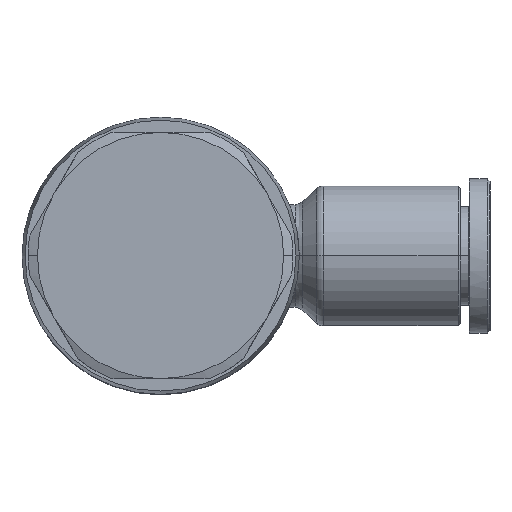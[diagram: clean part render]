
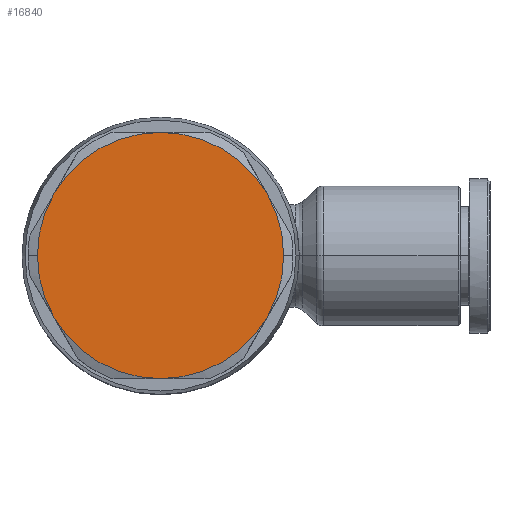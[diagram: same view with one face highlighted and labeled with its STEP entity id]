
A CAD part, top view. The second image highlights one B-rep face of the part: STEP entity #16840.
In plain terms, the highlighted planar face has unit normal (0, 0, 1).
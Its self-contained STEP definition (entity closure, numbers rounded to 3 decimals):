
#1814=CARTESIAN_POINT('',(-3.5,0.,16.));
#1815=VERTEX_POINT('',#1814);
#1823=CARTESIAN_POINT('',(-1.892,-6.,16.));
#1824=VERTEX_POINT('',#1823);
#1838=CARTESIAN_POINT('',(8.5,0.,16.));
#1839=DIRECTION('',(0.0,0.0,1.0));
#1840=DIRECTION('',(-1.0,0.0,0.0));
#1841=AXIS2_PLACEMENT_3D('',#1838,#1839,#1840);
#1842=CIRCLE('',#1841,12.);
#1843=EDGE_CURVE('',#1815,#1824,#1842,.T.);
#1853=CARTESIAN_POINT('',(20.5,0.,16.));
#1854=VERTEX_POINT('',#1853);
#1861=CARTESIAN_POINT('',(18.892,-6.,16.));
#1862=VERTEX_POINT('',#1861);
#1863=CARTESIAN_POINT('',(8.5,0.,16.));
#1864=DIRECTION('',(0.0,0.0,1.0));
#1865=DIRECTION('',(-1.0,0.0,0.0));
#1866=AXIS2_PLACEMENT_3D('',#1863,#1864,#1865);
#1867=CIRCLE('',#1866,12.);
#1868=EDGE_CURVE('',#1862,#1854,#1867,.T.);
#16170=CARTESIAN_POINT('',(8.5,-12.0,16.));
#16171=VERTEX_POINT('',#16170);
#16207=CARTESIAN_POINT('',(8.5,0.,16.));
#16208=DIRECTION('',(0.0,0.0,1.0));
#16209=DIRECTION('',(-1.0,0.0,0.0));
#16210=AXIS2_PLACEMENT_3D('',#16207,#16208,#16209);
#16211=CIRCLE('',#16210,12.);
#16212=EDGE_CURVE('',#16171,#1862,#16211,.T.);
#16259=CARTESIAN_POINT('',(8.5,0.,16.));
#16260=DIRECTION('',(0.0,0.0,1.0));
#16261=DIRECTION('',(-1.0,0.0,0.0));
#16262=AXIS2_PLACEMENT_3D('',#16259,#16260,#16261);
#16263=CIRCLE('',#16262,12.);
#16264=EDGE_CURVE('',#1824,#16171,#16263,.T.);
#16284=CARTESIAN_POINT('',(18.892,6.,16.));
#16285=VERTEX_POINT('',#16284);
#16299=CARTESIAN_POINT('',(8.5,0.,16.));
#16300=DIRECTION('',(0.0,0.0,1.0));
#16301=DIRECTION('',(-1.0,0.0,0.0));
#16302=AXIS2_PLACEMENT_3D('',#16299,#16300,#16301);
#16303=CIRCLE('',#16302,12.);
#16304=EDGE_CURVE('',#1854,#16285,#16303,.T.);
#16338=CARTESIAN_POINT('',(8.5,12.,16.));
#16339=VERTEX_POINT('',#16338);
#16353=CARTESIAN_POINT('',(8.5,0.,16.));
#16354=DIRECTION('',(0.0,0.0,1.0));
#16355=DIRECTION('',(-1.0,0.0,0.0));
#16356=AXIS2_PLACEMENT_3D('',#16353,#16354,#16355);
#16357=CIRCLE('',#16356,12.);
#16358=EDGE_CURVE('',#16285,#16339,#16357,.T.);
#16368=CARTESIAN_POINT('',(-1.892,6.,16.));
#16369=VERTEX_POINT('',#16368);
#16385=CARTESIAN_POINT('',(8.5,0.,16.));
#16386=DIRECTION('',(0.0,0.0,1.0));
#16387=DIRECTION('',(-1.0,0.0,0.0));
#16388=AXIS2_PLACEMENT_3D('',#16385,#16386,#16387);
#16389=CIRCLE('',#16388,12.);
#16390=EDGE_CURVE('',#16339,#16369,#16389,.T.);
#16423=CARTESIAN_POINT('',(8.5,0.,16.));
#16424=DIRECTION('',(0.0,0.0,1.0));
#16425=DIRECTION('',(-1.0,0.0,0.0));
#16426=AXIS2_PLACEMENT_3D('',#16423,#16424,#16425);
#16427=CIRCLE('',#16426,12.);
#16428=EDGE_CURVE('',#16369,#1815,#16427,.T.);
#16825=CARTESIAN_POINT('',(3.05,0.,16.));
#16826=DIRECTION('',(0.0,0.0,1.0));
#16827=DIRECTION('',(-1.0,0.0,0.0));
#16828=AXIS2_PLACEMENT_3D('',#16825,#16826,#16827);
#16829=PLANE('',#16828);
#16830=ORIENTED_EDGE('',*,*,#1868,.T.);
#16831=ORIENTED_EDGE('',*,*,#16304,.T.);
#16832=ORIENTED_EDGE('',*,*,#16358,.T.);
#16833=ORIENTED_EDGE('',*,*,#16390,.T.);
#16834=ORIENTED_EDGE('',*,*,#16428,.T.);
#16835=ORIENTED_EDGE('',*,*,#1843,.T.);
#16836=ORIENTED_EDGE('',*,*,#16264,.T.);
#16837=ORIENTED_EDGE('',*,*,#16212,.T.);
#16838=EDGE_LOOP('',(#16830,#16831,#16832,#16833,#16834,#16835,#16836,#16837));
#16839=FACE_OUTER_BOUND('',#16838,.T.);
#16840=ADVANCED_FACE('',(#16839),#16829,.T.);
